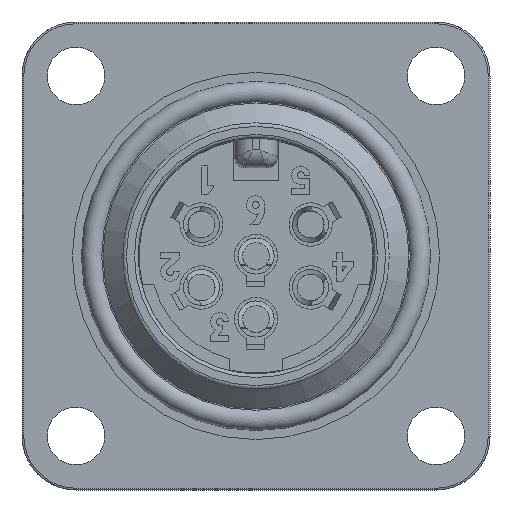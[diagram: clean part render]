
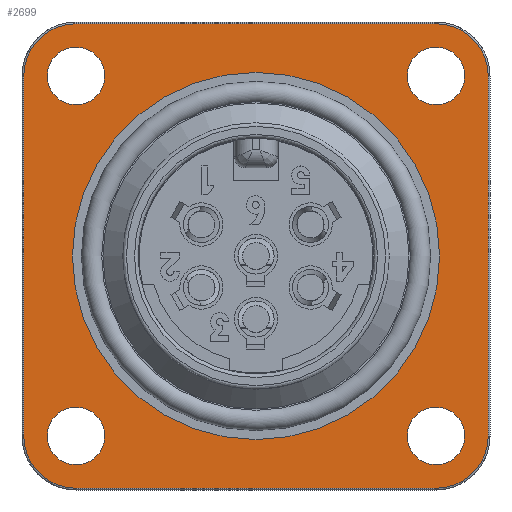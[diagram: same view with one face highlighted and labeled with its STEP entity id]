
A CAD part, left-side view. The second image highlights one B-rep face of the part: STEP entity #2699.
In plain terms, the highlighted planar face has unit normal (-1, 0, 0).
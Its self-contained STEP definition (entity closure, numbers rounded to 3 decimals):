
#1438=LINE('',#8560,#1885);
#1443=LINE('',#8588,#1890);
#1452=LINE('',#8609,#1899);
#1453=LINE('',#8613,#1900);
#1885=VECTOR('',#7206,1.);
#1890=VECTOR('',#7227,1.);
#1899=VECTOR('',#7250,1.);
#1900=VECTOR('',#7255,1.);
#2699=ADVANCED_FACE('',(#3183,#3184,#3185,#3186,#3187,#3188),#2974,.T.);
#2974=PLANE('',#6720);
#3183=FACE_BOUND('',#3389,.T.);
#3184=FACE_BOUND('',#3390,.T.);
#3185=FACE_BOUND('',#3391,.T.);
#3186=FACE_BOUND('',#3392,.T.);
#3187=FACE_BOUND('',#3393,.T.);
#3188=FACE_BOUND('',#3394,.T.);
#3389=EDGE_LOOP('',(#3850));
#3390=EDGE_LOOP('',(#3851));
#3391=EDGE_LOOP('',(#3852));
#3392=EDGE_LOOP('',(#3853));
#3393=EDGE_LOOP('',(#3854));
#3394=EDGE_LOOP('',(#3855,#3856,#3857,#3858,#3859,#3860,#3861,#3862));
#3850=ORIENTED_EDGE('',*,*,#5754,.T.);
#3851=ORIENTED_EDGE('',*,*,#5757,.T.);
#3852=ORIENTED_EDGE('',*,*,#5760,.T.);
#3853=ORIENTED_EDGE('',*,*,#5763,.T.);
#3854=ORIENTED_EDGE('',*,*,#5766,.T.);
#3855=ORIENTED_EDGE('',*,*,#5806,.T.);
#3856=ORIENTED_EDGE('',*,*,#5783,.T.);
#3857=ORIENTED_EDGE('',*,*,#5785,.T.);
#3858=ORIENTED_EDGE('',*,*,#5794,.T.);
#3859=ORIENTED_EDGE('',*,*,#5795,.T.);
#3860=ORIENTED_EDGE('',*,*,#5776,.T.);
#3861=ORIENTED_EDGE('',*,*,#5808,.T.);
#3862=ORIENTED_EDGE('',*,*,#5809,.T.);
#5233=VERTEX_POINT('',#8466);
#5236=VERTEX_POINT('',#8474);
#5239=VERTEX_POINT('',#8482);
#5242=VERTEX_POINT('',#8490);
#5245=VERTEX_POINT('',#8498);
#5255=VERTEX_POINT('',#8524);
#5256=VERTEX_POINT('',#8526);
#5261=VERTEX_POINT('',#8547);
#5262=VERTEX_POINT('',#8549);
#5263=VERTEX_POINT('',#8561);
#5268=VERTEX_POINT('',#8577);
#5274=VERTEX_POINT('',#8610);
#5275=VERTEX_POINT('',#8614);
#5754=EDGE_CURVE('',#5233,#5233,#6491,.T.);
#5757=EDGE_CURVE('',#5236,#5236,#6494,.T.);
#5760=EDGE_CURVE('',#5239,#5239,#6497,.T.);
#5763=EDGE_CURVE('',#5242,#5242,#6500,.T.);
#5766=EDGE_CURVE('',#5245,#5245,#6503,.T.);
#5776=EDGE_CURVE('',#5256,#5255,#6513,.T.);
#5783=EDGE_CURVE('',#5262,#5261,#6518,.T.);
#5785=EDGE_CURVE('',#5261,#5263,#1438,.T.);
#5794=EDGE_CURVE('',#5263,#5268,#6524,.T.);
#5795=EDGE_CURVE('',#5268,#5256,#1443,.T.);
#5806=EDGE_CURVE('',#5274,#5262,#1452,.T.);
#5808=EDGE_CURVE('',#5255,#5275,#1453,.T.);
#5809=EDGE_CURVE('',#5275,#5274,#6528,.T.);
#6491=CIRCLE('',#6657,1.6);
#6494=CIRCLE('',#6662,1.6);
#6497=CIRCLE('',#6667,1.6);
#6500=CIRCLE('',#6672,1.6);
#6503=CIRCLE('',#6677,10.2);
#6513=CIRCLE('',#6694,2.9);
#6518=CIRCLE('',#6700,2.9);
#6524=CIRCLE('',#6709,2.9);
#6528=CIRCLE('',#6719,2.9);
#6657=AXIS2_PLACEMENT_3D('',#8465,#7114,#7115);
#6662=AXIS2_PLACEMENT_3D('',#8473,#7124,#7125);
#6667=AXIS2_PLACEMENT_3D('',#8481,#7134,#7135);
#6672=AXIS2_PLACEMENT_3D('',#8489,#7144,#7145);
#6677=AXIS2_PLACEMENT_3D('',#8497,#7154,#7155);
#6694=AXIS2_PLACEMENT_3D('',#8525,#7188,#7189);
#6700=AXIS2_PLACEMENT_3D('',#8548,#7202,#7203);
#6709=AXIS2_PLACEMENT_3D('',#8578,#7225,#7226);
#6719=AXIS2_PLACEMENT_3D('',#8615,#7256,#7257);
#6720=AXIS2_PLACEMENT_3D('',#8616,#7258,#7259);
#7114=DIRECTION('',(1.,0.,0.));
#7115=DIRECTION('',(0.,-0.998,-0.058));
#7124=DIRECTION('',(1.,0.,0.));
#7125=DIRECTION('',(0.,-0.998,-0.058));
#7134=DIRECTION('',(1.,0.,0.));
#7135=DIRECTION('',(0.,-0.998,-0.058));
#7144=DIRECTION('',(1.,0.,0.));
#7145=DIRECTION('',(0.,-0.998,-0.058));
#7154=DIRECTION('',(1.,0.,0.));
#7155=DIRECTION('',(0.,0.,1.));
#7188=DIRECTION('',(-1.,0.,0.));
#7189=DIRECTION('',(0.,0.,1.));
#7202=DIRECTION('',(-1.,0.,0.));
#7203=DIRECTION('',(0.,0.,-1.));
#7206=DIRECTION('',(0.,0.,1.));
#7225=DIRECTION('',(-1.,0.,0.));
#7226=DIRECTION('',(0.,-1.,0.));
#7227=DIRECTION('',(0.,1.,0.));
#7250=DIRECTION('',(0.,-1.,0.));
#7255=DIRECTION('',(0.,0.,-1.));
#7256=DIRECTION('',(-1.,0.,0.));
#7257=DIRECTION('',(0.,1.,0.));
#7258=DIRECTION('',(-1.,0.,0.));
#7259=DIRECTION('',(0.,0.,1.));
#8465=CARTESIAN_POINT('',(-2.,10.,-10.));
#8466=CARTESIAN_POINT('',(-2.,8.403,-10.092));
#8473=CARTESIAN_POINT('',(-2.,-10.,-10.));
#8474=CARTESIAN_POINT('',(-2.,-11.597,-10.092));
#8481=CARTESIAN_POINT('',(-2.,10.,10.));
#8482=CARTESIAN_POINT('',(-2.,8.403,9.908));
#8489=CARTESIAN_POINT('',(-2.,-10.,10.));
#8490=CARTESIAN_POINT('',(-2.,-11.597,9.908));
#8497=CARTESIAN_POINT('',(-2.,0.,0.));
#8498=CARTESIAN_POINT('',(-2.,0.,10.2));
#8524=CARTESIAN_POINT('',(-2.,12.9,10.));
#8525=CARTESIAN_POINT('',(-2.,10.,10.));
#8526=CARTESIAN_POINT('',(-2.,10.,12.9));
#8547=CARTESIAN_POINT('',(-2.,-12.9,-10.));
#8548=CARTESIAN_POINT('',(-2.,-10.,-10.));
#8549=CARTESIAN_POINT('',(-2.,-10.,-12.9));
#8560=CARTESIAN_POINT('',(-2.,-12.9,-10.));
#8561=CARTESIAN_POINT('',(-2.,-12.9,10.));
#8577=CARTESIAN_POINT('',(-2.,-10.,12.9));
#8578=CARTESIAN_POINT('',(-2.,-10.,10.));
#8588=CARTESIAN_POINT('',(-2.,-10.,12.9));
#8609=CARTESIAN_POINT('',(-2.,10.,-12.9));
#8610=CARTESIAN_POINT('',(-2.,10.,-12.9));
#8613=CARTESIAN_POINT('',(-2.,12.9,10.));
#8614=CARTESIAN_POINT('',(-2.,12.9,-10.));
#8615=CARTESIAN_POINT('',(-2.,10.,-10.));
#8616=CARTESIAN_POINT('',(-2.,-13.65,-13.65));
